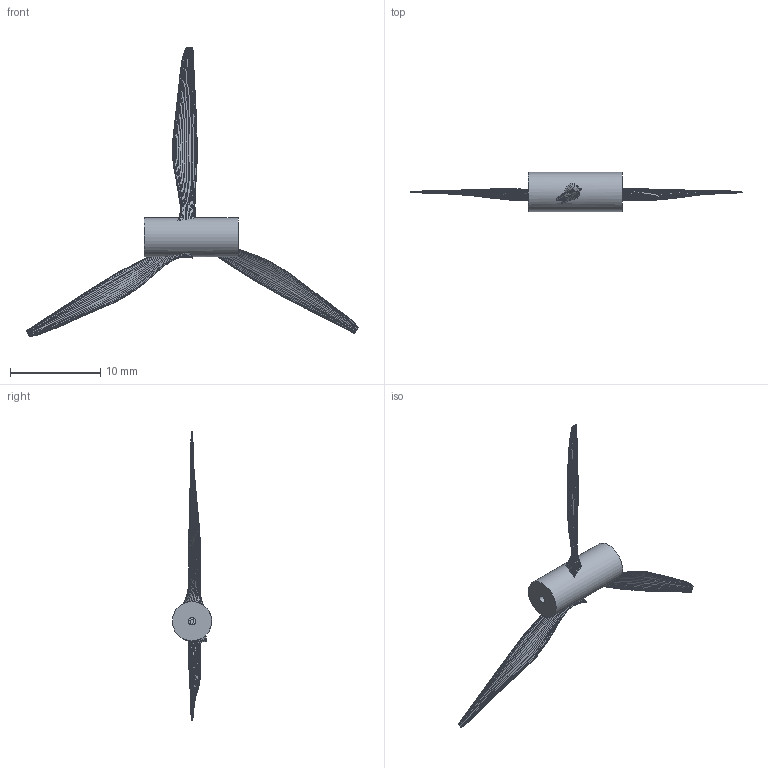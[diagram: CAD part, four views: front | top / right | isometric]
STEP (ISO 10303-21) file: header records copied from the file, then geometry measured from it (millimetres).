
FILE_DESCRIPTION(('Open CASCADE Model'),'2;1');
FILE_NAME('Open CASCADE Shape Model','2026-01-22T05:30:34',('Author'),( 'Open CASCADE'),'Open CASCADE STEP processor 7.8','build123d', 'Unknown');
FILE_SCHEMA(('AUTOMOTIVE_DESIGN { 1 0 10303 214 1 1 1 1 }'));
Length unit declared in the file: millimetre
Products named in the file (1): SOLID
Bounding box: 36.75 x 4.35 x 31.99 mm (x, y, z)
Volume: 170.1 mm3; surface area: 436.7 mm2
Topology: 1 solids, 1 shells, 142 faces, 409 edges, 270 vertices
Faces by surface type: bspline 131, plane 8, cylinder 3
Full cylindrical faces by diameter (mm): 0.81 x2, 4.35 x1
Entity records: 12461 total; most frequent: CARTESIAN_POINT 7310, B_SPLINE_CURVE_WITH_KNOTS 1066, ORIENTED_EDGE 812, PCURVE 812, DEFINITIONAL_REPRESENTATION 812, EDGE_CURVE 406, SURFACE_CURVE 402, VERTEX_POINT 270
